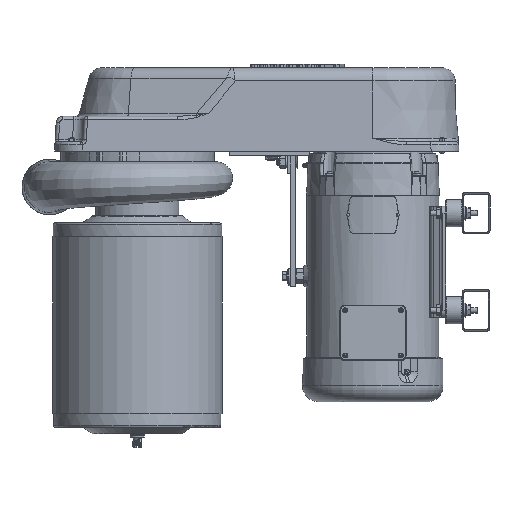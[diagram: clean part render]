
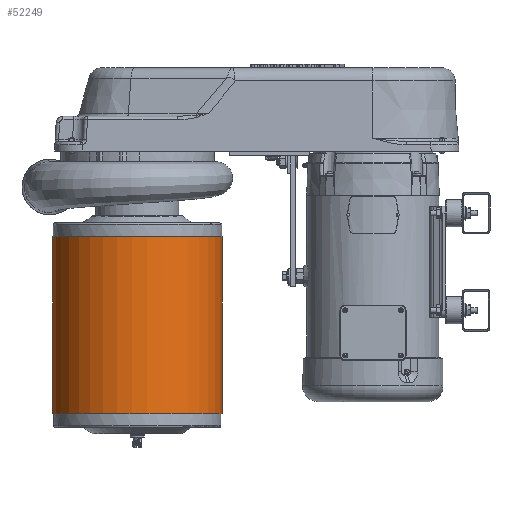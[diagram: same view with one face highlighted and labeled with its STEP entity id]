
A CAD part, left-side view. The second image highlights one B-rep face of the part: STEP entity #52249.
In plain terms, the highlighted cylindrical face has radius 155.448 mm (diameter 310.896 mm), a full revolution.
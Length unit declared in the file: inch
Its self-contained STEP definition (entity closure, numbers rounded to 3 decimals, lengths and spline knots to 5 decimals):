
#1166=FACE_BOUND('',#11897,.T.);
#4051=CIRCLE('',#57352,6.12);
#4052=CIRCLE('',#57354,6.12);
#5816=CYLINDRICAL_SURFACE('',#57353,6.12);
#8480=FACE_OUTER_BOUND('',#11896,.T.);
#11896=EDGE_LOOP('',(#45511));
#11897=EDGE_LOOP('',(#45512));
#24519=VERTEX_POINT('',#103254);
#24520=VERTEX_POINT('',#103257);
#31726=EDGE_CURVE('',#24519,#24519,#4051,.T.);
#31727=EDGE_CURVE('',#24520,#24520,#4052,.T.);
#45511=ORIENTED_EDGE('',*,*,#31726,.F.);
#45512=ORIENTED_EDGE('',*,*,#31727,.F.);
#52249=ADVANCED_FACE('',(#8480,#1166),#5816,.T.);
#57352=AXIS2_PLACEMENT_3D('',#103255,#70840,#70841);
#57353=AXIS2_PLACEMENT_3D('',#103256,#70842,#70843);
#57354=AXIS2_PLACEMENT_3D('',#103258,#70844,#70845);
#70840=DIRECTION('center_axis',(0.,0.,
-1.));
#70841=DIRECTION('ref_axis',(-0.446,0.895,0.));
#70842=DIRECTION('center_axis',(0.,0.,
-1.));
#70843=DIRECTION('ref_axis',(-0.446,0.895,0.));
#70844=DIRECTION('center_axis',(0.,0.,
1.));
#70845=DIRECTION('ref_axis',(-0.446,0.895,0.));
#103254=CARTESIAN_POINT('',(-8.62602,19.93488,-17.43288));
#103255=CARTESIAN_POINT('Origin',(-11.3552,25.41265,-17.43288));
#103256=CARTESIAN_POINT('Origin',(-11.3552,25.41265,-4.68288));
#103257=CARTESIAN_POINT('',(-8.62602,19.93488,-4.68288));
#103258=CARTESIAN_POINT('Origin',(-11.3552,25.41265,-4.68288));
